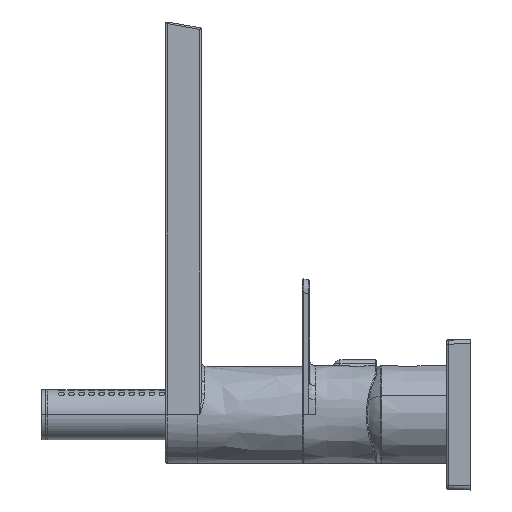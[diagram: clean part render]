
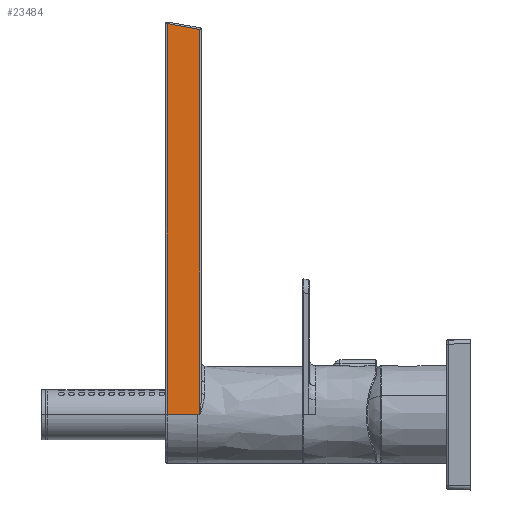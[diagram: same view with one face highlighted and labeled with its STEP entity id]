
A CAD part, left-side view. The second image highlights one B-rep face of the part: STEP entity #23484.
In plain terms, the highlighted planar face has unit normal (-1, 0, 0.007).
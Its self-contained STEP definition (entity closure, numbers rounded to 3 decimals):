
#616 = CARTESIAN_POINT ( 'NONE',  ( -24.249, 124., 0.243 ) ) ;
#1198 = VECTOR ( 'NONE', #21202, 1000. ) ;
#1540 = VERTEX_POINT ( 'NONE', #21319 ) ;
#1636 = VERTEX_POINT ( 'NONE', #11527 ) ;
#1900 = VERTEX_POINT ( 'NONE', #17880 ) ;
#2110 = DIRECTION ( 'NONE',  ( 0., -1., 0. ) ) ;
#2225 = LINE ( 'NONE', #21764, #12349 ) ;
#2883 = ORIENTED_EDGE ( 'NONE', *, *, #8694, .F. ) ;
#3107 = DIRECTION ( 'NONE',  ( 1., 0., -0.007 ) ) ;
#3192 = PLANE ( 'NONE',  #13479 ) ;
#3472 = CARTESIAN_POINT ( 'NONE',  ( -24.249, 124.01, 0.294 ) ) ;
#4194 = CARTESIAN_POINT ( 'NONE',  ( -24.249, 124., 0.268 ) ) ;
#5110 = EDGE_CURVE ( 'NONE', #1636, #1540, #15758, .T. ) ;
#5157 = CARTESIAN_POINT ( 'NONE',  ( -24.249, 124.032, 0.233 ) ) ;
#5666 = ORIENTED_EDGE ( 'NONE', *, *, #19166, .F. ) ;
#5667 = LINE ( 'NONE', #15684, #1198 ) ;
#6685 = ORIENTED_EDGE ( 'NONE', *, *, #16655, .F. ) ;
#6898 = VECTOR ( 'NONE', #2110, 1000. ) ;
#7071 = CARTESIAN_POINT ( 'NONE',  ( -24.249, 124.035, 0.167 ) ) ;
#7162 = CARTESIAN_POINT ( 'NONE',  ( -24.249, 124.035, 0.203 ) ) ;
#7559 = CARTESIAN_POINT ( 'NONE',  ( -22.141, 139.2, 305.692 ) ) ;
#7567 = EDGE_CURVE ( 'NONE', #1636, #19534, #22379, .T. ) ;
#7764 = CARTESIAN_POINT ( 'NONE',  ( -24.249, 124.035, 0.167 ) ) ;
#8108 = EDGE_LOOP ( 'NONE', ( #23290, #21817, #2883, #6685, #10636, #13489, #5666 ) ) ;
#8195 = DIRECTION ( 'NONE',  ( -0.001, -0.985, -0.174 ) ) ;
#8400 = EDGE_CURVE ( 'NONE', #14665, #11884, #22930, .T. ) ;
#8694 = EDGE_CURVE ( 'NONE', #14780, #19534, #5667, .T. ) ;
#10203 = B_SPLINE_CURVE_WITH_KNOTS ( 'NONE', 3,
 ( #22233, #3472, #24384, #5157, #7162, #16452 ),
 .UNSPECIFIED., .F., .F.,
 ( 4, 2, 4 ),
 ( 0., 0.5, 1. ),
 .UNSPECIFIED. ) ;
#10636 = ORIENTED_EDGE ( 'NONE', *, *, #11824, .F. ) ;
#11388 = CARTESIAN_POINT ( 'NONE',  ( -24.25, 124., 0.167 ) ) ;
#11527 = CARTESIAN_POINT ( 'NONE',  ( -24.25, 124., 0.167 ) ) ;
#11824 = EDGE_CURVE ( 'NONE', #11884, #1900, #14785, .T. ) ;
#11884 = VERTEX_POINT ( 'NONE', #16038 ) ;
#12062 = CARTESIAN_POINT ( 'NONE',  ( -24.25, 124., 0.193 ) ) ;
#12349 = VECTOR ( 'NONE', #8195, 1000. ) ;
#12591 = CARTESIAN_POINT ( 'NONE',  ( -24.249, 122.8, 0.168 ) ) ;
#12825 = CARTESIAN_POINT ( 'NONE',  ( -22.9, 140., 195.75 ) ) ;
#13161 = CARTESIAN_POINT ( 'NONE',  ( -24.249, 60., 0.167 ) ) ;
#13192 = DIRECTION ( 'NONE',  ( 0.007, 0., 1. ) ) ;
#13479 = AXIS2_PLACEMENT_3D ( 'NONE', #12825, #3107, #18180 ) ;
#13489 = ORIENTED_EDGE ( 'NONE', *, *, #8400, .F. ) ;
#14170 = CARTESIAN_POINT ( 'NONE',  ( -22.926, 122.8, 191.91 ) ) ;
#14208 = VECTOR ( 'NONE', #13192, 1000. ) ;
#14665 = VERTEX_POINT ( 'NONE', #7764 ) ;
#14694 = DIRECTION ( 'NONE',  ( 0., 1., 0. ) ) ;
#14780 = VERTEX_POINT ( 'NONE', #14170 ) ;
#14785 = LINE ( 'NONE', #7559, #14208 ) ;
#15684 = CARTESIAN_POINT ( 'NONE',  ( -22.9, 122.8, 195.75 ) ) ;
#15758 = B_SPLINE_CURVE_WITH_KNOTS ( 'NONE', 5,
 ( #11388, #12062, #17753, #616, #4194, #17499 ),
 .UNSPECIFIED., .F., .F.,
 ( 6, 6 ),
 ( 0., 1. ),
 .UNSPECIFIED. ) ;
#16038 = CARTESIAN_POINT ( 'NONE',  ( -24.249, 139.2, 0.167 ) ) ;
#16372 = VECTOR ( 'NONE', #14694, 1000. ) ;
#16452 = CARTESIAN_POINT ( 'NONE',  ( -24.249, 124.035, 0.167 ) ) ;
#16655 = EDGE_CURVE ( 'NONE', #1900, #14780, #2225, .T. ) ;
#17499 = CARTESIAN_POINT ( 'NONE',  ( -24.249, 124., 0.294 ) ) ;
#17753 = CARTESIAN_POINT ( 'NONE',  ( -24.249, 124., 0.218 ) ) ;
#17880 = CARTESIAN_POINT ( 'NONE',  ( -22.907, 139.2, 194.802 ) ) ;
#18180 = DIRECTION ( 'NONE',  ( -0.007, 0., -1. ) ) ;
#18830 = FACE_OUTER_BOUND ( 'NONE', #8108, .T. ) ;
#19166 = EDGE_CURVE ( 'NONE', #1540, #14665, #10203, .T. ) ;
#19534 = VERTEX_POINT ( 'NONE', #12591 ) ;
#21202 = DIRECTION ( 'NONE',  ( -0.007, 0., -1. ) ) ;
#21319 = CARTESIAN_POINT ( 'NONE',  ( -24.249, 124., 0.294 ) ) ;
#21764 = CARTESIAN_POINT ( 'NONE',  ( -22.907, 139.2, 194.802 ) ) ;
#21817 = ORIENTED_EDGE ( 'NONE', *, *, #7567, .T. ) ;
#22233 = CARTESIAN_POINT ( 'NONE',  ( -24.249, 124., 0.294 ) ) ;
#22379 = LINE ( 'NONE', #13161, #6898 ) ;
#22930 = LINE ( 'NONE', #7071, #16372 ) ;
#23290 = ORIENTED_EDGE ( 'NONE', *, *, #5110, .F. ) ;
#23484 = ADVANCED_FACE ( 'NONE', ( #18830 ), #3192, .F. ) ;
#24384 = CARTESIAN_POINT ( 'NONE',  ( -24.249, 124.019, 0.28 ) ) ;
